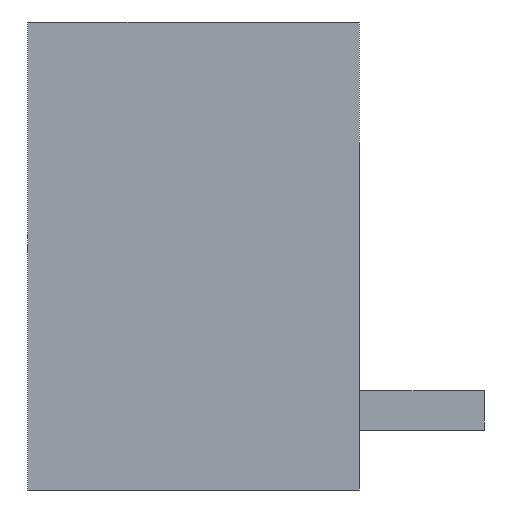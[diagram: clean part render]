
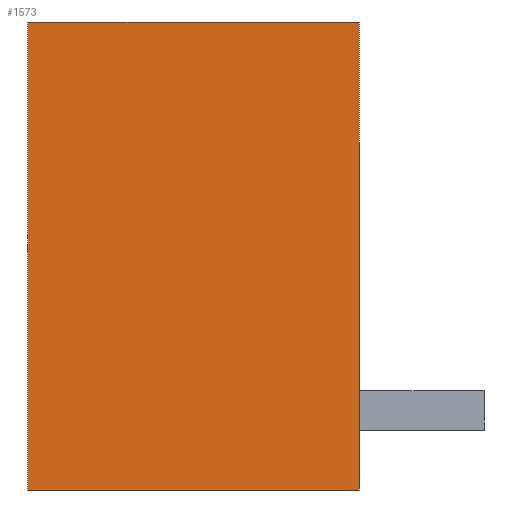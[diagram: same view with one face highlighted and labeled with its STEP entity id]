
A CAD part, left-side view. The second image highlights one B-rep face of the part: STEP entity #1573.
In plain terms, the highlighted planar face has unit normal (-1, 0, 0).
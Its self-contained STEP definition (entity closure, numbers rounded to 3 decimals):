
#1560=AXIS2_PLACEMENT_3D('Plane Axis2P3D',#1557,#1558,#1559) ;
#188=CARTESIAN_POINT('Vertex',(0.,3.2,12.)) ;
#191=CARTESIAN_POINT('Line Origine',(0.,3.2,6.)) ;
#195=CARTESIAN_POINT('Vertex',(0.,3.2,0.)) ;
#249=CARTESIAN_POINT('Line Origine',(0.,7.45,0.)) ;
#253=CARTESIAN_POINT('Vertex',(0.,11.7,0.)) ;
#1129=CARTESIAN_POINT('Line Origine',(0.,7.45,12.)) ;
#1133=CARTESIAN_POINT('Vertex',(0.,11.7,12.)) ;
#1557=CARTESIAN_POINT('Axis2P3D Location',(0.,0.,0.)) ;
#1562=CARTESIAN_POINT('Line Origine',(0.,11.7,6.)) ;
#192=DIRECTION('Vector Direction',(0.,0.,-1.)) ;
#250=DIRECTION('Vector Direction',(0.,-1.,0.)) ;
#1130=DIRECTION('Vector Direction',(0.,1.,0.)) ;
#1558=DIRECTION('Axis2P3D Direction',(-1.,0.,0.)) ;
#1559=DIRECTION('Axis2P3D XDirection',(0.,0.,1.)) ;
#1563=DIRECTION('Vector Direction',(0.,0.,1.)) ;
#193=VECTOR('Line Direction',#192,1.) ;
#251=VECTOR('Line Direction',#250,1.) ;
#1131=VECTOR('Line Direction',#1130,1.) ;
#1564=VECTOR('Line Direction',#1563,1.) ;
#1568=ORIENTED_EDGE('',*,*,#255,.T.) ;
#1569=ORIENTED_EDGE('',*,*,#197,.T.) ;
#1570=ORIENTED_EDGE('',*,*,#1135,.T.) ;
#1571=ORIENTED_EDGE('',*,*,#1566,.T.) ;
#1573=ADVANCED_FACE('HOUSING',(#1572),#1561,.T.) ;
#197=EDGE_CURVE('',#196,#189,#194,.F.) ;
#255=EDGE_CURVE('',#254,#196,#252,.T.) ;
#1135=EDGE_CURVE('',#189,#1134,#1132,.T.) ;
#1566=EDGE_CURVE('',#1134,#254,#1565,.F.) ;
#1567=EDGE_LOOP('',(#1568,#1569,#1570,#1571)) ;
#1572=FACE_OUTER_BOUND('',#1567,.T.) ;
#194=LINE('Line',#191,#193) ;
#252=LINE('Line',#249,#251) ;
#1132=LINE('Line',#1129,#1131) ;
#1565=LINE('Line',#1562,#1564) ;
#1561=PLANE('',#1560) ;
#189=VERTEX_POINT('',#188) ;
#196=VERTEX_POINT('',#195) ;
#254=VERTEX_POINT('',#253) ;
#1134=VERTEX_POINT('',#1133) ;
